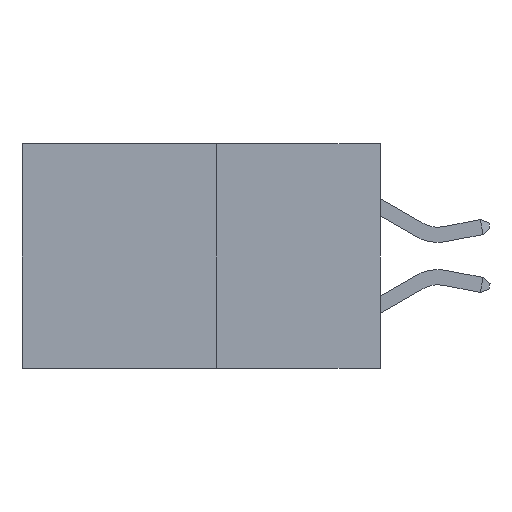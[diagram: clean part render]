
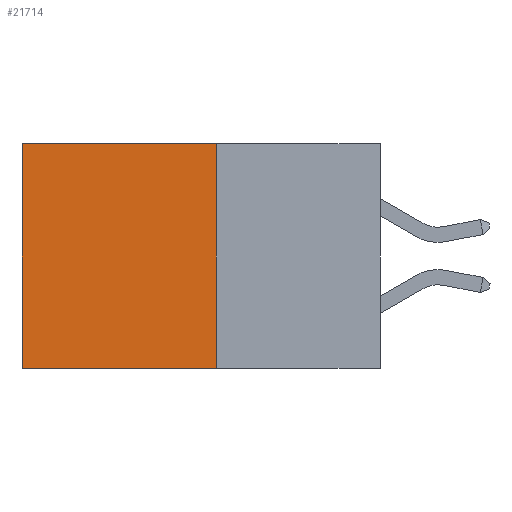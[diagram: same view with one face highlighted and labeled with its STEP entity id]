
A CAD part, left-side view. The second image highlights one B-rep face of the part: STEP entity #21714.
In plain terms, the highlighted planar face has unit normal (-1, 0, 0).
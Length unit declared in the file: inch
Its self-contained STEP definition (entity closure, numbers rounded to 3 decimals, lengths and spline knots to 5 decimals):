
#493 = CARTESIAN_POINT ( 'NONE',  ( 0.277, 0.27, -0.37 ) ) ;
#859 = EDGE_LOOP ( 'NONE', ( #25600, #23290, #4161, #24688 ) ) ;
#959 = LINE ( 'NONE', #17773, #12686 ) ;
#1283 = VERTEX_POINT ( 'NONE', #6730 ) ;
#1412 = VECTOR ( 'NONE', #7137, 39.37008 ) ;
#1973 = LINE ( 'NONE', #13213, #14382 ) ;
#4049 = CARTESIAN_POINT ( 'NONE',  ( 0.277, 0.27, -0.37 ) ) ;
#4161 = ORIENTED_EDGE ( 'NONE', *, *, #12491, .F. ) ;
#4991 = EDGE_CURVE ( 'NONE', #1283, #25860, #959, .T. ) ;
#5547 = CARTESIAN_POINT ( 'NONE',  ( 0.277, 0.59, -0.37 ) ) ;
#6730 = CARTESIAN_POINT ( 'NONE',  ( 0.277, 0.59, 0. ) ) ;
#7137 = DIRECTION ( 'NONE',  ( 0., 1., 0. ) ) ;
#7303 = LINE ( 'NONE', #4049, #12778 ) ;
#7654 = LINE ( 'NONE', #23096, #1412 ) ;
#9324 = DIRECTION ( 'NONE',  ( 1., 0., 0. ) ) ;
#9726 = EDGE_CURVE ( 'NONE', #9762, #1283, #1973, .T. ) ;
#9762 = VERTEX_POINT ( 'NONE', #12782 ) ;
#12491 = EDGE_CURVE ( 'NONE', #9762, #18103, #7303, .T. ) ;
#12686 = VECTOR ( 'NONE', #17638, 39.37008 ) ;
#12694 = EDGE_CURVE ( 'NONE', #18103, #25860, #7654, .T. ) ;
#12778 = VECTOR ( 'NONE', #22512, 39.37008 ) ;
#12782 = CARTESIAN_POINT ( 'NONE',  ( 0.277, 0.27, 0. ) ) ;
#13213 = CARTESIAN_POINT ( 'NONE',  ( 0.277, 0.27, 0. ) ) ;
#13597 = DIRECTION ( 'NONE',  ( 0., 1., 0. ) ) ;
#14382 = VECTOR ( 'NONE', #13597, 39.37008 ) ;
#14454 = AXIS2_PLACEMENT_3D ( 'NONE', #23050, #9324, #25321 ) ;
#15539 = FACE_OUTER_BOUND ( 'NONE', #859, .T. ) ;
#17638 = DIRECTION ( 'NONE',  ( 0., 0., -1. ) ) ;
#17773 = CARTESIAN_POINT ( 'NONE',  ( 0.277, 0.59, -0.37 ) ) ;
#18103 = VERTEX_POINT ( 'NONE', #493 ) ;
#20775 = PLANE ( 'NONE',  #14454 ) ;
#21714 = ADVANCED_FACE ( 'NONE', ( #15539 ), #20775, .F. ) ;
#22512 = DIRECTION ( 'NONE',  ( 0., 0., -1. ) ) ;
#23050 = CARTESIAN_POINT ( 'NONE',  ( 0.277, 0.27, -0.37 ) ) ;
#23096 = CARTESIAN_POINT ( 'NONE',  ( 0.277, 0.27, -0.37 ) ) ;
#23290 = ORIENTED_EDGE ( 'NONE', *, *, #12694, .F. ) ;
#24688 = ORIENTED_EDGE ( 'NONE', *, *, #9726, .T. ) ;
#25321 = DIRECTION ( 'NONE',  ( 0., 0., -1. ) ) ;
#25600 = ORIENTED_EDGE ( 'NONE', *, *, #4991, .T. ) ;
#25860 = VERTEX_POINT ( 'NONE', #5547 ) ;
